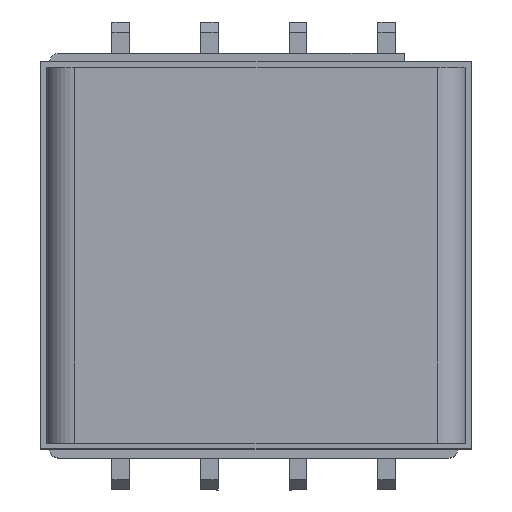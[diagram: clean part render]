
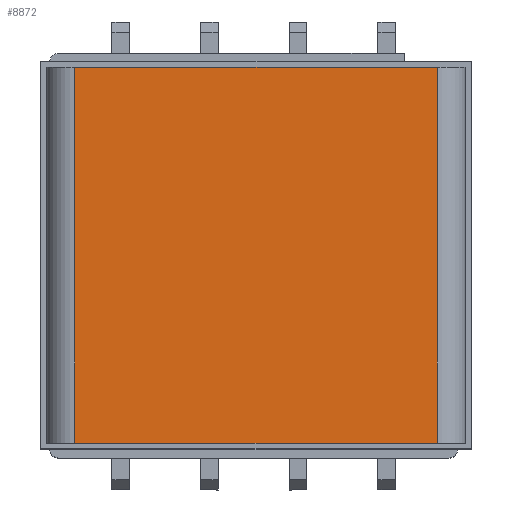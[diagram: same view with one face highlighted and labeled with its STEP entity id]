
A CAD part, top view. The second image highlights one B-rep face of the part: STEP entity #8872.
In plain terms, the highlighted face is planar.
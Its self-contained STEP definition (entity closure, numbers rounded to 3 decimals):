
#2394=ORIENTED_EDGE('',*,*,#3378,.T.);
#2395=ORIENTED_EDGE('',*,*,#3373,.T.);
#2396=ORIENTED_EDGE('',*,*,#3379,.T.);
#2397=ORIENTED_EDGE('',*,*,#3380,.T.);
#3373=EDGE_CURVE('',#3934,#3933,#4425,.T.);
#3378=EDGE_CURVE('',#3937,#3934,#4429,.T.);
#3379=EDGE_CURVE('',#3933,#3938,#4430,.T.);
#3380=EDGE_CURVE('',#3938,#3937,#4431,.T.);
#3933=VERTEX_POINT('',#17322);
#3934=VERTEX_POINT('',#17324);
#3937=VERTEX_POINT('',#17334);
#3938=VERTEX_POINT('',#17336);
#4425=LINE('',#17323,#4917);
#4429=LINE('',#17333,#4921);
#4430=LINE('',#17335,#4922);
#4431=LINE('',#17337,#4923);
#4917=VECTOR('',#10792,1000.);
#4921=VECTOR('',#10802,1000.);
#4922=VECTOR('',#10803,1000.);
#4923=VECTOR('',#10804,1000.);
#5301=EDGE_LOOP('',(#2394,#2395,#2396,#2397));
#5691=FACE_BOUND('',#5301,.T.);
#5859=PLANE('',#9357);
#8872=ADVANCED_FACE('',(#5691),#5859,.F.);
#9357=AXIS2_PLACEMENT_3D('',#17332,#10800,#10801);
#10792=DIRECTION('',(0.,0.,1.));
#10800=DIRECTION('',(0.,-1.,0.));
#10801=DIRECTION('',(0.,0.,1.));
#10802=DIRECTION('',(-1.,0.,0.));
#10803=DIRECTION('',(1.,0.,0.));
#10804=DIRECTION('',(0.,0.,-1.));
#17322=CARTESIAN_POINT('',(-12.2,12.505,11.251));
#17323=CARTESIAN_POINT('',(-12.2,12.505,12.041));
#17324=CARTESIAN_POINT('',(-12.2,12.505,1.021));
#17332=CARTESIAN_POINT('',(-6.9,12.505,0.231));
#17333=CARTESIAN_POINT('',(-6.9,12.505,1.021));
#17334=CARTESIAN_POINT('',(-1.6,12.505,1.021));
#17335=CARTESIAN_POINT('',(-6.9,12.505,11.251));
#17336=CARTESIAN_POINT('',(-1.6,12.505,11.251));
#17337=CARTESIAN_POINT('',(-1.6,12.505,0.231));
